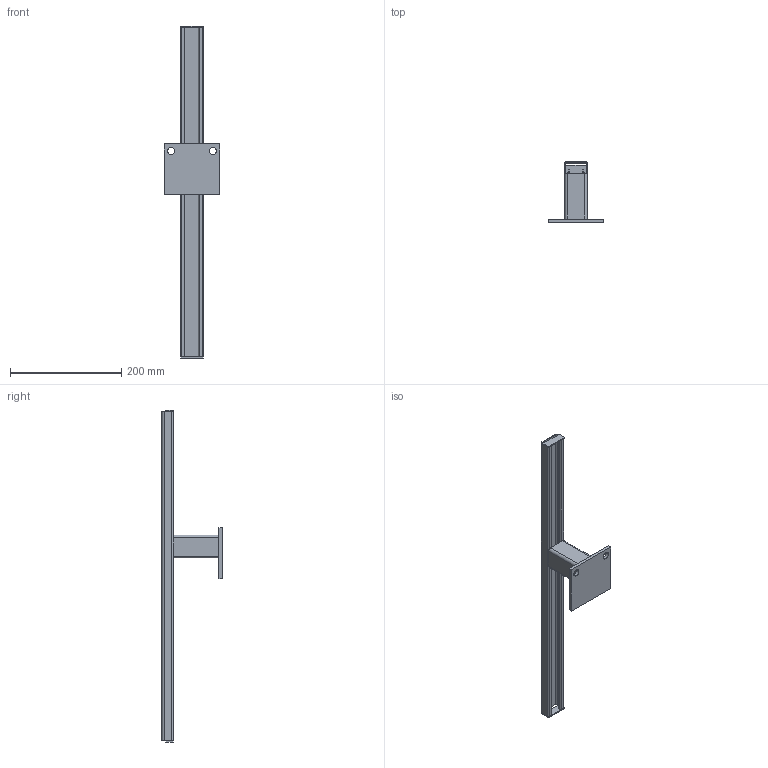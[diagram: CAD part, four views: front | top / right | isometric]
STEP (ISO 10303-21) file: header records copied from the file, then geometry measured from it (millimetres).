
FILE_DESCRIPTION (( 'STEP AP214' ), '1' );
FILE_NAME ('6044571.stp', '2016-07-15T08:34:36', ( '' ), ( '' ), 'SwSTEP 2.0', 'SolidWorks 2014', '' );
FILE_SCHEMA (( 'AUTOMOTIVE_DESIGN' ));
Length unit declared in the file: millimetre
Products named in the file (5): 6044571; 064221_L=91,5 ab B=300; 064220; 063264_L=593; 064160
Assembly tree (5 placements, depth 2):
  6044571
    064221_L=91,5 ab B=300
    064220  x2
    064160
    063264_L=593
Bounding box: 100 x 109 x 597 mm (x, y, z)
Volume: 197176.9 mm3; surface area: 163254.6 mm2
Topology: 5 solids, 5 shells, 130 faces, 264 edges, 144 vertices
Faces by surface type: plane 102, cylinder 28
Entity records: 3318 total; most frequent: DIRECTION 572, CARTESIAN_POINT 520, ORIENTED_EDGE 504, EDGE_CURVE 252, VECTOR 196, LINE 196, AXIS2_PLACEMENT_3D 188, VERTEX_POINT 136
